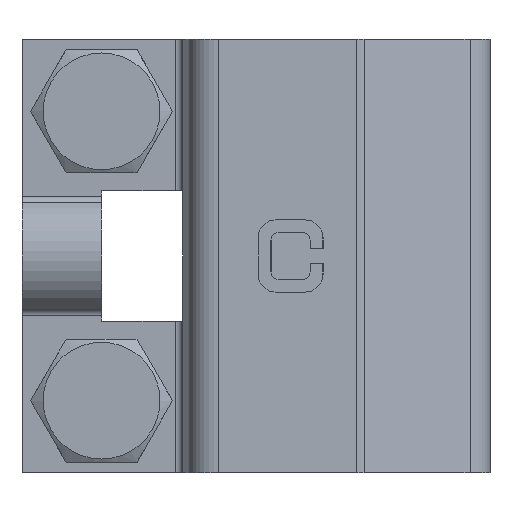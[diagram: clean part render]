
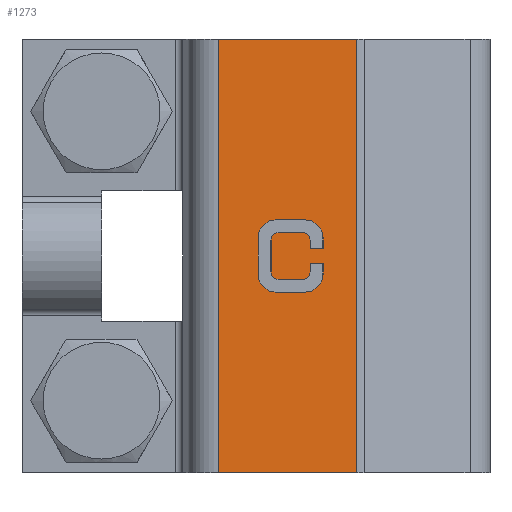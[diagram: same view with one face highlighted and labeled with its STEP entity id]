
A CAD part, left-side view. The second image highlights one B-rep face of the part: STEP entity #1273.
In plain terms, the highlighted planar face has unit normal (-0.999, -0.052, 0).
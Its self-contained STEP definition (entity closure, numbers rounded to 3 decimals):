
#1273=ADVANCED_FACE('',(#2893,#2895),#2897,.T.);
#2893=FACE_BOUND('',#2894,.T.);
#2894=EDGE_LOOP('',(#4023,#4024,#4025,#4026));
#2895=FACE_BOUND('',#2896,.T.);
#2896=EDGE_LOOP('',(#4027,#4028,#4029,#4030,#4031,#4032,#4033,#4034,#4035,#4036,
#4037,#4038,#4039,#4040,#4041,#4042,#4043,#4044,#4045,#4046));
#2897=PLANE('',#2898);
#2898=AXIS2_PLACEMENT_3D('',#2899,#2900,#2901);
#2899=CARTESIAN_POINT('',(-20.343,-9.496,-60.));
#2900=DIRECTION('',(-0.999,-0.052,0.));
#2901=DIRECTION('',(0.,0.,1.));
#4023=ORIENTED_EDGE('',*,*,#4680,.T.);
#4024=ORIENTED_EDGE('',*,*,#4630,.T.);
#4025=ORIENTED_EDGE('',*,*,#4616,.T.);
#4026=ORIENTED_EDGE('',*,*,#4681,.T.);
#4027=ORIENTED_EDGE('',*,*,#4682,.T.);
#4028=ORIENTED_EDGE('',*,*,#4683,.T.);
#4029=ORIENTED_EDGE('',*,*,#4684,.T.);
#4030=ORIENTED_EDGE('',*,*,#4685,.T.);
#4031=ORIENTED_EDGE('',*,*,#4686,.T.);
#4032=ORIENTED_EDGE('',*,*,#4687,.T.);
#4033=ORIENTED_EDGE('',*,*,#4688,.T.);
#4034=ORIENTED_EDGE('',*,*,#4689,.T.);
#4035=ORIENTED_EDGE('',*,*,#4690,.T.);
#4036=ORIENTED_EDGE('',*,*,#4691,.T.);
#4037=ORIENTED_EDGE('',*,*,#4692,.T.);
#4038=ORIENTED_EDGE('',*,*,#4693,.T.);
#4039=ORIENTED_EDGE('',*,*,#4694,.T.);
#4040=ORIENTED_EDGE('',*,*,#4695,.T.);
#4041=ORIENTED_EDGE('',*,*,#4696,.T.);
#4042=ORIENTED_EDGE('',*,*,#4697,.T.);
#4043=ORIENTED_EDGE('',*,*,#4698,.T.);
#4044=ORIENTED_EDGE('',*,*,#4699,.T.);
#4045=ORIENTED_EDGE('',*,*,#4700,.T.);
#4046=ORIENTED_EDGE('',*,*,#4701,.T.);
#4616=EDGE_CURVE('',#5216,#5275,#5276,.T.);
#4630=EDGE_CURVE('',#5296,#5216,#5300,.T.);
#4680=EDGE_CURVE('',#5375,#5296,#5376,.T.);
#4681=EDGE_CURVE('',#5275,#5375,#5377,.T.);
#4682=EDGE_CURVE('',#5378,#5379,#5380,.F.);
#4683=EDGE_CURVE('',#5379,#5381,#5382,.F.);
#4684=EDGE_CURVE('',#5381,#5383,#5384,.F.);
#4685=EDGE_CURVE('',#5383,#5385,#5386,.F.);
#4686=EDGE_CURVE('',#5385,#5387,#5388,.F.);
#4687=EDGE_CURVE('',#5387,#5389,#5390,.F.);
#4688=EDGE_CURVE('',#5389,#5391,#5392,.F.);
#4689=EDGE_CURVE('',#5391,#5393,#5394,.F.);
#4690=EDGE_CURVE('',#5393,#5395,#5396,.F.);
#4691=EDGE_CURVE('',#5395,#5397,#5398,.F.);
#4692=EDGE_CURVE('',#5397,#5399,#5400,.F.);
#4693=EDGE_CURVE('',#5399,#5401,#5402,.F.);
#4694=EDGE_CURVE('',#5401,#5403,#5404,.F.);
#4695=EDGE_CURVE('',#5403,#5405,#5406,.F.);
#4696=EDGE_CURVE('',#5405,#5407,#5408,.F.);
#4697=EDGE_CURVE('',#5407,#5409,#5410,.F.);
#4698=EDGE_CURVE('',#5409,#5411,#5412,.F.);
#4699=EDGE_CURVE('',#5411,#5413,#5414,.F.);
#4700=EDGE_CURVE('',#5413,#5415,#5416,.F.);
#4701=EDGE_CURVE('',#5415,#5378,#5417,.F.);
#5216=VERTEX_POINT('',#7526);
#5275=VERTEX_POINT('',#7662);
#5276=LINE('',#7663,#7664);
#5296=VERTEX_POINT('',#7943);
#5300=LINE('',#7951,#7952);
#5375=VERTEX_POINT('',#8137);
#5376=LINE('',#8138,#8139);
#5377=LINE('',#8141,#8142);
#5378=VERTEX_POINT('',#8144);
#5379=VERTEX_POINT('',#8145);
#5380=LINE('',#8146,#8147);
#5381=VERTEX_POINT('',#8149);
#5382=CIRCLE('',#8150,2.5);
#5383=VERTEX_POINT('',#8154);
#5384=LINE('',#8155,#8156);
#5385=VERTEX_POINT('',#8158);
#5386=LINE('',#8159,#8160);
#5387=VERTEX_POINT('',#8162);
#5388=LINE('',#8163,#8164);
#5389=VERTEX_POINT('',#8166);
#5390=CIRCLE('',#8167,1.);
#5391=VERTEX_POINT('',#8171);
#5392=LINE('',#8172,#8173);
#5393=VERTEX_POINT('',#8175);
#5394=CIRCLE('',#8176,1.);
#5395=VERTEX_POINT('',#8180);
#5396=LINE('',#8181,#8182);
#5397=VERTEX_POINT('',#8184);
#5398=CIRCLE('',#8185,1.);
#5399=VERTEX_POINT('',#8189);
#5400=LINE('',#8190,#8191);
#5401=VERTEX_POINT('',#8193);
#5402=CIRCLE('',#8194,1.);
#5403=VERTEX_POINT('',#8198);
#5404=LINE('',#8199,#8200);
#5405=VERTEX_POINT('',#8202);
#5406=LINE('',#8203,#8204);
#5407=VERTEX_POINT('',#8206);
#5408=LINE('',#8207,#8208);
#5409=VERTEX_POINT('',#8210);
#5410=CIRCLE('',#8211,2.5);
#5411=VERTEX_POINT('',#8215);
#5412=LINE('',#8216,#8217);
#5413=VERTEX_POINT('',#8219);
#5414=CIRCLE('',#8220,2.5);
#5415=VERTEX_POINT('',#8224);
#5416=LINE('',#8225,#8226);
#5417=CIRCLE('',#8228,2.5);
#7526=CARTESIAN_POINT('',(-19.417,-27.176,0.));
#7662=CARTESIAN_POINT('',(-19.417,-27.176,-60.));
#7663=CARTESIAN_POINT('',(-19.417,-27.176,0.));
#7664=VECTOR('',#7665,1.);
#7665=DIRECTION('',(0.,0.,-1.));
#7943=CARTESIAN_POINT('',(-18.416,-46.273,0.));
#7951=CARTESIAN_POINT('',(-18.416,-46.273,0.));
#7952=VECTOR('',#7953,1.);
#7953=DIRECTION('',(-0.052,0.999,0.));
#8137=CARTESIAN_POINT('',(-18.416,-46.273,-60.));
#8138=CARTESIAN_POINT('',(-18.416,-46.273,-60.));
#8139=VECTOR('',#8140,1.);
#8140=DIRECTION('',(0.,0.,1.));
#8141=CARTESIAN_POINT('',(-19.417,-27.176,-60.));
#8142=VECTOR('',#8143,1.);
#8143=DIRECTION('',(0.052,-0.999,0.));
#8144=CARTESIAN_POINT('',(-19.,-35.128,-24.998));
#8145=CARTESIAN_POINT('',(-18.791,-39.122,-24.998));
#8146=CARTESIAN_POINT('',(-18.791,-39.122,-24.998));
#8147=VECTOR('',#8148,1.);
#8148=DIRECTION('',(-0.052,0.999,0.));
#8149=CARTESIAN_POINT('',(-18.66,-41.619,-27.498));
#8150=AXIS2_PLACEMENT_3D('',#8151,#8152,#8153);
#8151=CARTESIAN_POINT('',(-18.791,-39.122,-27.498));
#8152=DIRECTION('',(-0.999,-0.052,0.));
#8153=DIRECTION('',(0.052,-0.999,0.));
#8154=CARTESIAN_POINT('',(-18.66,-41.619,-29.));
#8155=CARTESIAN_POINT('',(-18.66,-41.619,-29.));
#8156=VECTOR('',#8157,1.);
#8157=DIRECTION('',(0.,0.,1.));
#8158=CARTESIAN_POINT('',(-18.754,-39.821,-29.));
#8159=CARTESIAN_POINT('',(-18.754,-39.821,-29.));
#8160=VECTOR('',#8161,1.);
#8161=DIRECTION('',(0.052,-0.999,0.));
#8162=CARTESIAN_POINT('',(-18.754,-39.821,-27.798));
#8163=CARTESIAN_POINT('',(-18.754,-39.821,-27.798));
#8164=VECTOR('',#8165,1.);
#8165=DIRECTION('',(0.,0.,-1.));
#8166=CARTESIAN_POINT('',(-18.806,-38.822,-26.798));
#8167=AXIS2_PLACEMENT_3D('',#8168,#8169,#8170);
#8168=CARTESIAN_POINT('',(-18.806,-38.822,-27.798));
#8169=DIRECTION('',(0.999,0.052,0.));
#8170=DIRECTION('',(0.,0.,1.));
#8171=CARTESIAN_POINT('',(-18.984,-35.427,-26.798));
#8172=CARTESIAN_POINT('',(-18.984,-35.427,-26.798));
#8173=VECTOR('',#8174,1.);
#8174=DIRECTION('',(0.052,-0.999,0.));
#8175=CARTESIAN_POINT('',(-19.037,-34.429,-27.798));
#8176=AXIS2_PLACEMENT_3D('',#8177,#8178,#8179);
#8177=CARTESIAN_POINT('',(-18.984,-35.427,-27.798));
#8178=DIRECTION('',(0.999,0.052,0.));
#8179=DIRECTION('',(-0.052,0.999,0.));
#8180=CARTESIAN_POINT('',(-19.037,-34.429,-32.202));
#8181=CARTESIAN_POINT('',(-19.037,-34.429,-32.202));
#8182=VECTOR('',#8183,1.);
#8183=DIRECTION('',(0.,0.,1.));
#8184=CARTESIAN_POINT('',(-18.984,-35.427,-33.202));
#8185=AXIS2_PLACEMENT_3D('',#8186,#8187,#8188);
#8186=CARTESIAN_POINT('',(-18.984,-35.427,-32.202));
#8187=DIRECTION('',(0.999,0.052,0.));
#8188=DIRECTION('',(0.,0.,-1.));
#8189=CARTESIAN_POINT('',(-18.806,-38.822,-33.202));
#8190=CARTESIAN_POINT('',(-18.806,-38.822,-33.202));
#8191=VECTOR('',#8192,1.);
#8192=DIRECTION('',(-0.052,0.999,0.));
#8193=CARTESIAN_POINT('',(-18.754,-39.821,-32.202));
#8194=AXIS2_PLACEMENT_3D('',#8195,#8196,#8197);
#8195=CARTESIAN_POINT('',(-18.806,-38.822,-32.202));
#8196=DIRECTION('',(0.999,0.052,0.));
#8197=DIRECTION('',(0.052,-0.999,0.));
#8198=CARTESIAN_POINT('',(-18.754,-39.821,-31.));
#8199=CARTESIAN_POINT('',(-18.754,-39.821,-31.));
#8200=VECTOR('',#8201,1.);
#8201=DIRECTION('',(0.,0.,-1.));
#8202=CARTESIAN_POINT('',(-18.66,-41.619,-31.));
#8203=CARTESIAN_POINT('',(-18.66,-41.619,-31.));
#8204=VECTOR('',#8205,1.);
#8205=DIRECTION('',(-0.052,0.999,0.));
#8206=CARTESIAN_POINT('',(-18.66,-41.619,-32.502));
#8207=CARTESIAN_POINT('',(-18.66,-41.619,-32.502));
#8208=VECTOR('',#8209,1.);
#8209=DIRECTION('',(0.,0.,1.));
#8210=CARTESIAN_POINT('',(-18.791,-39.122,-35.002));
#8211=AXIS2_PLACEMENT_3D('',#8212,#8213,#8214);
#8212=CARTESIAN_POINT('',(-18.791,-39.122,-32.502));
#8213=DIRECTION('',(-0.999,-0.052,0.));
#8214=DIRECTION('',(0.,0.,-1.));
#8215=CARTESIAN_POINT('',(-19.,-35.128,-35.002));
#8216=CARTESIAN_POINT('',(-19.,-35.128,-35.002));
#8217=VECTOR('',#8218,1.);
#8218=DIRECTION('',(0.052,-0.999,0.));
#8219=CARTESIAN_POINT('',(-19.131,-32.631,-32.502));
#8220=AXIS2_PLACEMENT_3D('',#8221,#8222,#8223);
#8221=CARTESIAN_POINT('',(-19.,-35.128,-32.502));
#8222=DIRECTION('',(-0.999,-0.052,0.));
#8223=DIRECTION('',(-0.052,0.999,0.));
#8224=CARTESIAN_POINT('',(-19.131,-32.631,-27.498));
#8225=CARTESIAN_POINT('',(-19.131,-32.631,-27.498));
#8226=VECTOR('',#8227,1.);
#8227=DIRECTION('',(0.,0.,-1.));
#8228=AXIS2_PLACEMENT_3D('',#8229,#8230,#8231);
#8229=CARTESIAN_POINT('',(-19.,-35.128,-27.498));
#8230=DIRECTION('',(-0.999,-0.052,0.));
#8231=DIRECTION('',(0.,0.,1.));
